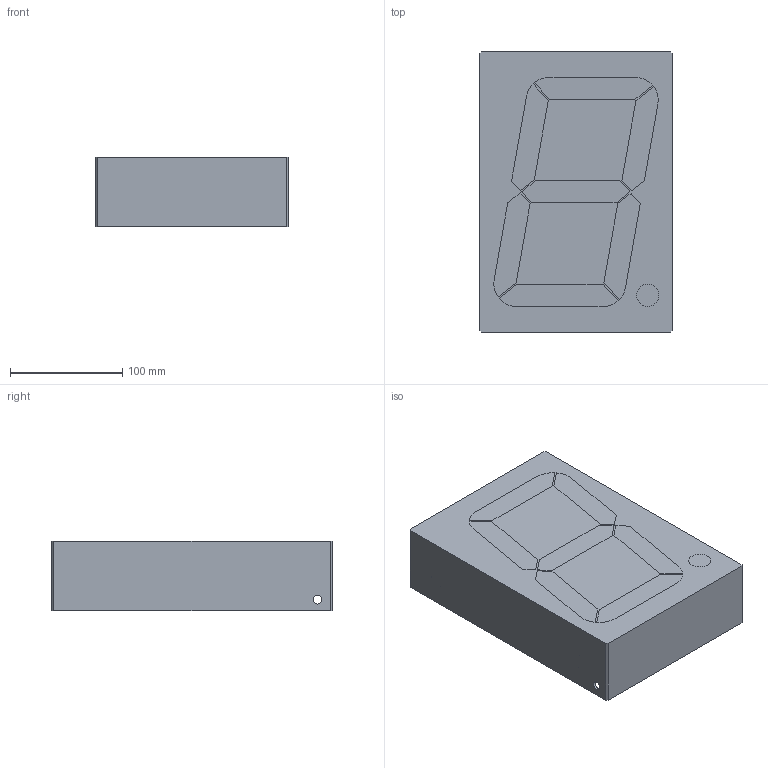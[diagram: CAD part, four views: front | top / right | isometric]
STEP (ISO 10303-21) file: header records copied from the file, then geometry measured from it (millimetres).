
FILE_DESCRIPTION(/* description */ (''),/* implementation_level */ '2;1');
FILE_NAME(/* name */ 'Segment 250mm v36-WithDecimal.step',/* time_stamp */ '2025-07-06T12:56:55-04:00',/* author */ (''),/* organization */ (''),/* preprocessor_version */ 'ST-DEVELOPER v20.1',/* originating_system */ 'Autodesk Translation Framework v14.10.0.0',/* authorisation */ '');
FILE_SCHEMA (('AUTOMOTIVE_DESIGN { 1 0 10303 214 3 1 1 }'));
Length unit declared in the file: millimetre
Products named in the file (1): Segment 250mm
Bounding box: 172 x 250 x 62 mm (x, y, z)
Volume: 284263.3 mm3; surface area: 294425.8 mm2
Topology: 9 solids, 9 shells, 668 faces, 1690 edges, 1061 vertices
Faces by surface type: plane 317, cylinder 162, bspline 86, cone 80, sphere 14, torus 9
Full cylindrical faces by diameter (mm): 8 x2, 9 x22, 12.5 x22, 14 x22, 16.7 x1, 17 x21, 19.8 x2, 22.8 x1
Entity records: 23410 total; most frequent: CARTESIAN_POINT 7200, DIRECTION 3414, ORIENTED_EDGE 3380, EDGE_CURVE 1690, AXIS2_PLACEMENT_3D 1294, VERTEX_POINT 1061, LINE 826, VECTOR 826
